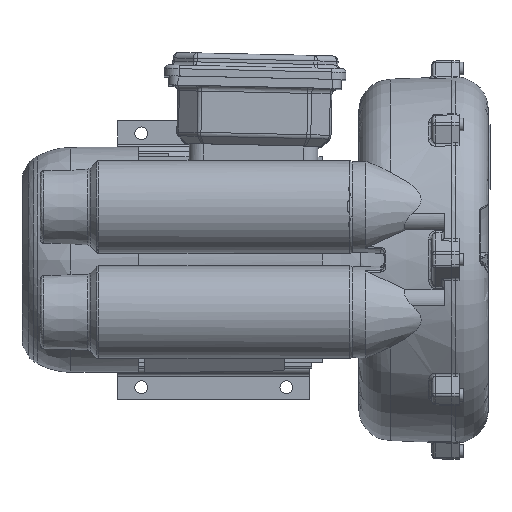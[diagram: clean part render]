
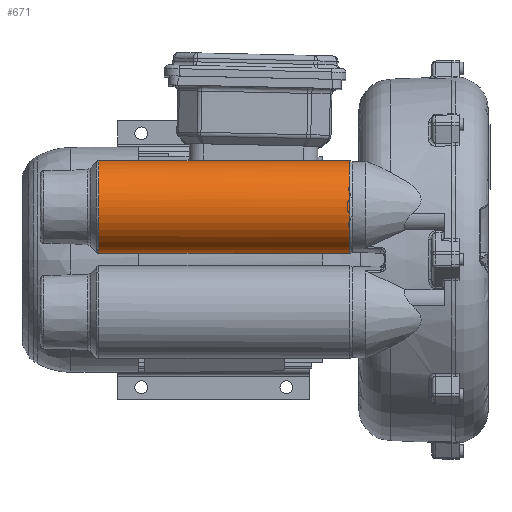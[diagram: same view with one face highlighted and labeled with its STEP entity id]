
A CAD part, top view. The second image highlights one B-rep face of the part: STEP entity #671.
In plain terms, the highlighted cylindrical face has radius 25.5 mm (diameter 51 mm), a full revolution.
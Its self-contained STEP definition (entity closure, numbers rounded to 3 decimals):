
#671 = ADVANCED_FACE( '', ( #2714, #2715 ), #2716, .T. );
#2714 = FACE_OUTER_BOUND( '', #12118, .T. );
#2715 = FACE_OUTER_BOUND( '', #12119, .T. );
#2716 = CYLINDRICAL_SURFACE( '', #12120, 25.5 );
#12118 = EDGE_LOOP( '', ( #40071 ) );
#12119 = EDGE_LOOP( '', ( #40072, #40073, #40074, #40075, #40076, #40077 ) );
#12120 = AXIS2_PLACEMENT_3D( '', #40078, #40079, #40080 );
#40071 = ORIENTED_EDGE( '', *, *, #47431, .F. );
#40072 = ORIENTED_EDGE( '', *, *, #48669, .T. );
#40073 = ORIENTED_EDGE( '', *, *, #48670, .T. );
#40074 = ORIENTED_EDGE( '', *, *, #48671, .T. );
#40075 = ORIENTED_EDGE( '', *, *, #48672, .T. );
#40076 = ORIENTED_EDGE( '', *, *, #48673, .T. );
#40077 = ORIENTED_EDGE( '', *, *, #48674, .T. );
#40078 = CARTESIAN_POINT( '', ( -95.732, 29.001, 189.982 ) );
#40079 = DIRECTION( '', ( -1., 0., 0. ) );
#40080 = DIRECTION( '', ( 0., 0., -1. ) );
#47431 = EDGE_CURVE( '', #51352, #51352, #51353, .T. );
#48669 = EDGE_CURVE( '', #53354, #53355, #53356, .F. );
#48670 = EDGE_CURVE( '', #53355, #53357, #53358, .T. );
#48671 = EDGE_CURVE( '', #53357, #53359, #53360, .T. );
#48672 = EDGE_CURVE( '', #53359, #53361, #53362, .T. );
#48673 = EDGE_CURVE( '', #53361, #53363, #53364, .T. );
#48674 = EDGE_CURVE( '', #53363, #53354, #53365, .T. );
#51352 = VERTEX_POINT( '', #59524 );
#51353 = CIRCLE( '', #59525, 25.5 );
#53354 = VERTEX_POINT( '', #67456 );
#53355 = VERTEX_POINT( '', #67457 );
#53356 = LINE( '', #67458, #67459 );
#53357 = VERTEX_POINT( '', #67460 );
#53358 = B_SPLINE_CURVE_WITH_KNOTS( '', 3, ( #67461, #67462, #67463, #67464 ), .UNSPECIFIED., .F., .F., ( 4, 4 ), ( 0., 1. ), .UNSPECIFIED. );
#53359 = VERTEX_POINT( '', #67465 );
#53360 = B_SPLINE_CURVE_WITH_KNOTS( '', 3, ( #67466, #67467, #67468, #67469, #67470, #67471, #67472, #67473, #67474, #67475, #67476, #67477, #67478, #67479, #67480, #67481, #67482, #67483, #67484, #67485, #67486, #67487, #67488, #67489, #67490, #67491, #67492, #67493, #67494, #67495, #67496, #67497, #67498, #67499 ), .UNSPECIFIED., .F., .F., ( 4, 2, 2, 2, 2, 2, 2, 2, 2, 2, 2, 2, 2, 2, 2, 2, 4 ), ( 0., 0.063, 0.125, 0.188, 0.25, 0.313, 0.375, 0.438, 0.5, 0.563, 0.625, 0.688, 0.75, 0.813, 0.875, 0.938, 1. ), .UNSPECIFIED. );
#53361 = VERTEX_POINT( '', #67500 );
#53362 = CIRCLE( '', #67501, 25.5 );
#53363 = VERTEX_POINT( '', #67502 );
#53364 = LINE( '', #67503, #67504 );
#53365 = B_SPLINE_CURVE_WITH_KNOTS( '', 3, ( #67505, #67506, #67507, #67508 ), .UNSPECIFIED., .F., .F., ( 4, 4 ), ( 0., 1. ), .UNSPECIFIED. );
#59524 = CARTESIAN_POINT( '', ( 74.922, 29.001, 215.482 ) );
#59525 = AXIS2_PLACEMENT_3D( '', #79445, #79446, #79447 );
#67456 = CARTESIAN_POINT( '', ( -41.6, 21.631, 165.57 ) );
#67457 = CARTESIAN_POINT( '', ( -63.448, 21.631, 165.57 ) );
#67458 = CARTESIAN_POINT( '', ( -95.732, 21.631, 165.57 ) );
#67459 = VECTOR( '', #80271, 1000. );
#67460 = CARTESIAN_POINT( '', ( -63.448, 29.001, 164.482 ) );
#67461 = CARTESIAN_POINT( '', ( -63.448, 21.631, 165.57 ) );
#67462 = CARTESIAN_POINT( '', ( -63.448, 24.017, 164.85 ) );
#67463 = CARTESIAN_POINT( '', ( -63.448, 26.509, 164.482 ) );
#67464 = CARTESIAN_POINT( '', ( -63.448, 29.001, 164.482 ) );
#67465 = CARTESIAN_POINT( '', ( -63.448, 29.001, 215.482 ) );
#67466 = CARTESIAN_POINT( '', ( -63.448, 29.001, 164.482 ) );
#67467 = CARTESIAN_POINT( '', ( -63.448, 30.67, 164.482 ) );
#67468 = CARTESIAN_POINT( '', ( -63.448, 32.339, 164.647 ) );
#67469 = CARTESIAN_POINT( '', ( -63.448, 35.612, 165.298 ) );
#67470 = CARTESIAN_POINT( '', ( -63.448, 37.217, 165.785 ) );
#67471 = CARTESIAN_POINT( '', ( -63.448, 40.301, 167.062 ) );
#67472 = CARTESIAN_POINT( '', ( -63.448, 41.78, 167.853 ) );
#67473 = CARTESIAN_POINT( '', ( -63.448, 44.555, 169.707 ) );
#67474 = CARTESIAN_POINT( '', ( -63.448, 45.852, 170.771 ) );
#67475 = CARTESIAN_POINT( '', ( -63.448, 48.212, 173.131 ) );
#67476 = CARTESIAN_POINT( '', ( -63.448, 49.276, 174.427 ) );
#67477 = CARTESIAN_POINT( '', ( -63.448, 51.13, 177.203 ) );
#67478 = CARTESIAN_POINT( '', ( -63.448, 51.921, 178.682 ) );
#67479 = CARTESIAN_POINT( '', ( -63.448, 53.198, 181.766 ) );
#67480 = CARTESIAN_POINT( '', ( -63.448, 53.685, 183.371 ) );
#67481 = CARTESIAN_POINT( '', ( -63.448, 54.336, 186.644 ) );
#67482 = CARTESIAN_POINT( '', ( -63.448, 54.501, 188.313 ) );
#67483 = CARTESIAN_POINT( '', ( -63.448, 54.501, 191.651 ) );
#67484 = CARTESIAN_POINT( '', ( -63.448, 54.336, 193.32 ) );
#67485 = CARTESIAN_POINT( '', ( -63.448, 53.685, 196.594 ) );
#67486 = CARTESIAN_POINT( '', ( -63.448, 53.198, 198.199 ) );
#67487 = CARTESIAN_POINT( '', ( -63.448, 51.921, 201.283 ) );
#67488 = CARTESIAN_POINT( '', ( -63.448, 51.13, 202.762 ) );
#67489 = CARTESIAN_POINT( '', ( -63.448, 49.276, 205.537 ) );
#67490 = CARTESIAN_POINT( '', ( -63.448, 48.212, 206.833 ) );
#67491 = CARTESIAN_POINT( '', ( -63.448, 45.852, 209.194 ) );
#67492 = CARTESIAN_POINT( '', ( -63.448, 44.555, 210.257 ) );
#67493 = CARTESIAN_POINT( '', ( -63.448, 41.78, 212.112 ) );
#67494 = CARTESIAN_POINT( '', ( -63.448, 40.301, 212.902 ) );
#67495 = CARTESIAN_POINT( '', ( -63.448, 37.217, 214.18 ) );
#67496 = CARTESIAN_POINT( '', ( -63.448, 35.612, 214.667 ) );
#67497 = CARTESIAN_POINT( '', ( -63.448, 32.339, 215.318 ) );
#67498 = CARTESIAN_POINT( '', ( -63.448, 30.67, 215.482 ) );
#67499 = CARTESIAN_POINT( '', ( -63.448, 29.001, 215.482 ) );
#67500 = CARTESIAN_POINT( '', ( -63.448, 19.484, 166.325 ) );
#67501 = AXIS2_PLACEMENT_3D( '', #80272, #80273, #80274 );
#67502 = CARTESIAN_POINT( '', ( -41.6, 19.484, 166.325 ) );
#67503 = CARTESIAN_POINT( '', ( -95.732, 19.484, 166.325 ) );
#67504 = VECTOR( '', #80275, 1000. );
#67505 = CARTESIAN_POINT( '', ( -41.6, 19.484, 166.325 ) );
#67506 = CARTESIAN_POINT( '', ( -41.6, 20.188, 166.041 ) );
#67507 = CARTESIAN_POINT( '', ( -41.6, 20.905, 165.79 ) );
#67508 = CARTESIAN_POINT( '', ( -41.6, 21.631, 165.57 ) );
#79445 = CARTESIAN_POINT( '', ( 74.922, 29.001, 189.982 ) );
#79446 = DIRECTION( '', ( 1., 0., 0. ) );
#79447 = DIRECTION( '', ( 0., 0., 1. ) );
#80271 = DIRECTION( '', ( 1., 0., 0. ) );
#80272 = CARTESIAN_POINT( '', ( -63.448, 29.001, 189.982 ) );
#80273 = DIRECTION( '', ( 1., 0., 0. ) );
#80274 = DIRECTION( '', ( 0., 0., -1. ) );
#80275 = DIRECTION( '', ( 1., 0., 0. ) );
